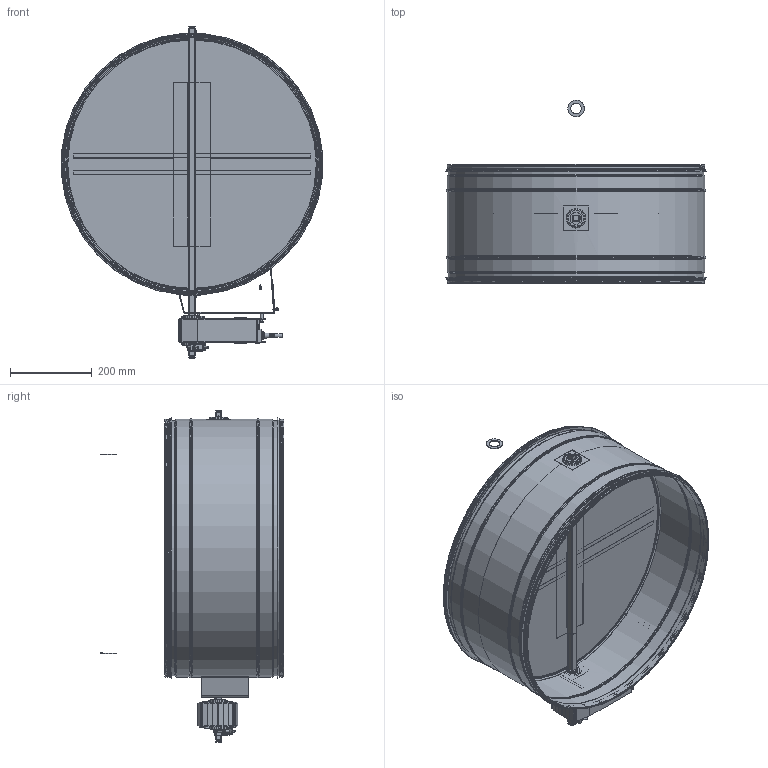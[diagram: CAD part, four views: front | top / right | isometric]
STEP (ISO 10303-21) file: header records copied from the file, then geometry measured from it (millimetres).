
FILE_DESCRIPTION((''),'2;1');
FILE_NAME('HISC-EFB_SF230-630.stp','2014-06-23T07:47:45',(''),(''),'Autodesk Inventor 2013','Autodesk Inventor 2013','');
FILE_SCHEMA(('AUTOMOTIVE_DESIGN { 1 2 10303 214 0 1 1 1 }'));
Length unit declared in the file: millimetre
Products named in the file (26): HISC-EFB_SF230-630; HISochHISC_Rör-11; Spjällhylla-630; 999273; Lagerbuss; 143067; 116049_1; 999011; Stödprofil-580; Ändavslut; 90242___8_13-mattssons; Täckbricka; Cellgummi_40x26x2; 90232___6_10-mattssons; SF230A; SF230A-1; SF230A-2; SF230A-3; SF230A-4; SF230A-5; SF230A-6; SF230A-7; SF230A-8; SF230A-9; FästeSpjällmotorSF-Stora; G-list-630
Assembly tree (36 placements, depth 3):
  HISC-EFB_SF230-630
    HISochHISC_Rör-11
    Spjällhylla-630
    999273
    Lagerbuss  x2
    143067
    116049_1
    999011  x2
    Stödprofil-580
    Ändavslut  x2
    90242___8_13-mattssons  x6
    Täckbricka  x2
    Cellgummi_40x26x2  x2
    90232___6_10-mattssons  x2
    SF230A
      SF230A-1
      SF230A-2
      SF230A-3
      SF230A-4
      SF230A-5
      SF230A-6
      SF230A-7
      SF230A-8
      SF230A-9
    FästeSpjällmotorSF-Stora
    G-list-630
Bounding box: 637.57 x 447.17 x 810 mm (x, y, z)
Volume: 2111725.8 mm3; surface area: 2590182.4 mm2
Topology: 35 solids, 36 shells, 3245 faces, 8771 edges, 5686 vertices
Faces by surface type: plane 2652, cylinder 337, cone 188, torus 46, sphere 14, bspline 8
Full cylindrical faces by diameter (mm): 1.6 x7, 2.656 x12, 3.291 x42, 3.5 x10, 4 x1, 4.2 x38, 5 x8, 6 x1, 6.4 x4, 7 x6, 8 x10, 8.8 x6, 9 x1, 10 x2, 11 x7, 17 x1, 18 x2, 21 x1, 26 x2, 28 x4, 29 x2, 36 x1, 38 x2, 40 x3, 606.191 x2, 610 x1, 615 x1, 622.3 x1, 622.46 x1, 623.3 x1
Entity records: 91803 total; most frequent: CARTESIAN_POINT 17683, ORIENTED_EDGE 15216, DIRECTION 13962, EDGE_CURVE 7608, VECTOR 6836, LINE 6836, VERTEX_POINT 5075, AXIS2_PLACEMENT_3D 3563
